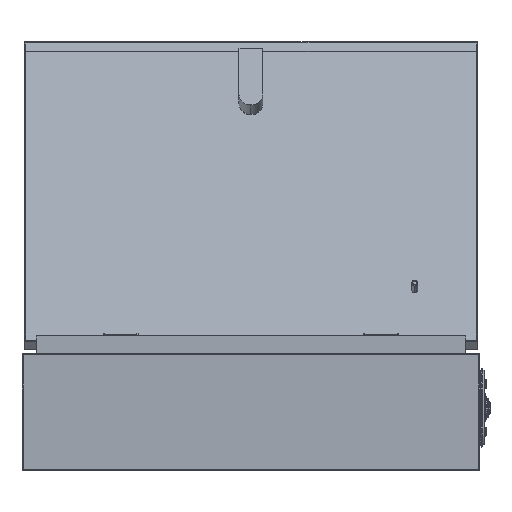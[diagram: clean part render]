
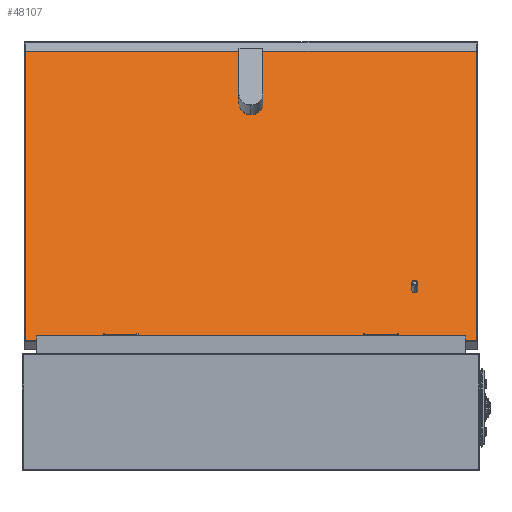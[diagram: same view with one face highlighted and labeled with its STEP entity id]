
A CAD part, left-side view. The second image highlights one B-rep face of the part: STEP entity #48107.
In plain terms, the highlighted face is planar.
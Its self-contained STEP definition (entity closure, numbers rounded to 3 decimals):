
#525 = VECTOR ( 'NONE', #48231, 1000. ) ;
#592 = CIRCLE ( 'NONE', #38754, 3. ) ;
#1166 = EDGE_CURVE ( 'NONE', #23948, #32549, #37080, .T. ) ;
#1214 = LINE ( 'NONE', #26718, #525 ) ;
#1860 = AXIS2_PLACEMENT_3D ( 'NONE', #16086, #29236, #34269 ) ;
#3250 = EDGE_CURVE ( 'NONE', #32549, #23948, #592, .T. ) ;
#4242 = DIRECTION ( 'NONE',  ( 1., 0., 0. ) ) ;
#5132 = CARTESIAN_POINT ( 'NONE',  ( -152., 0., -1. ) ) ;
#5421 = VERTEX_POINT ( 'NONE', #30266 ) ;
#6021 = VECTOR ( 'NONE', #8842, 1000. ) ;
#7357 = EDGE_LOOP ( 'NONE', ( #40854, #49918, #47466, #19553 ) ) ;
#7852 = CARTESIAN_POINT ( 'NONE',  ( 152., 216.5, -1. ) ) ;
#8048 = VERTEX_POINT ( 'NONE', #43866 ) ;
#8807 = DIRECTION ( 'NONE',  ( 0., 1., 0. ) ) ;
#8842 = DIRECTION ( 'NONE',  ( -1., 0., 0. ) ) ;
#10532 = CARTESIAN_POINT ( 'NONE',  ( 93., -157.5, -1. ) ) ;
#11069 = CARTESIAN_POINT ( 'NONE',  ( -98., 0., -1. ) ) ;
#12074 = CARTESIAN_POINT ( 'NONE',  ( -86.5, 0., -1. ) ) ;
#12538 = LINE ( 'NONE', #5132, #49762 ) ;
#13964 = FACE_BOUND ( 'NONE', #50251, .T. ) ;
#16086 = CARTESIAN_POINT ( 'NONE',  ( -98., 0., -1. ) ) ;
#17503 = VERTEX_POINT ( 'NONE', #12074 ) ;
#17554 = EDGE_CURVE ( 'NONE', #49076, #24954, #36032, .T. ) ;
#17666 = DIRECTION ( 'NONE',  ( 1., 0., 0. ) ) ;
#19292 = EDGE_CURVE ( 'NONE', #45886, #17503, #37093, .T. ) ;
#19553 = ORIENTED_EDGE ( 'NONE', *, *, #27934, .F. ) ;
#19744 = DIRECTION ( 'NONE',  ( 0., 0., -1. ) ) ;
#23220 = CARTESIAN_POINT ( 'NONE',  ( -109.5, 0., -1. ) ) ;
#23948 = VERTEX_POINT ( 'NONE', #28967 ) ;
#24704 = DIRECTION ( 'NONE',  ( 1., 0., 0. ) ) ;
#24889 = DIRECTION ( 'NONE',  ( 0., -1., 0. ) ) ;
#24954 = VERTEX_POINT ( 'NONE', #7852 ) ;
#25504 = CIRCLE ( 'NONE', #1860, 11.5 ) ;
#25512 = FACE_OUTER_BOUND ( 'NONE', #7357, .T. ) ;
#26281 = DIRECTION ( 'NONE',  ( 1., 0., 0. ) ) ;
#26718 = CARTESIAN_POINT ( 'NONE',  ( 0., -216.5, -1. ) ) ;
#27934 = EDGE_CURVE ( 'NONE', #5421, #49076, #1214, .T. ) ;
#28769 = CARTESIAN_POINT ( 'NONE',  ( 152., -216.5, -1. ) ) ;
#28967 = CARTESIAN_POINT ( 'NONE',  ( 90., -157.5, -1. ) ) ;
#29236 = DIRECTION ( 'NONE',  ( 0., 0., 1. ) ) ;
#29440 = LINE ( 'NONE', #46792, #6021 ) ;
#29645 = DIRECTION ( 'NONE',  ( 0., 0., 1. ) ) ;
#30266 = CARTESIAN_POINT ( 'NONE',  ( -152., -216.5, -1. ) ) ;
#31153 = EDGE_LOOP ( 'NONE', ( #44904, #36602 ) ) ;
#31464 = ORIENTED_EDGE ( 'NONE', *, *, #3250, .F. ) ;
#31955 = AXIS2_PLACEMENT_3D ( 'NONE', #38787, #29645, #24704 ) ;
#32070 = EDGE_CURVE ( 'NONE', #17503, #45886, #25504, .T. ) ;
#32549 = VERTEX_POINT ( 'NONE', #34309 ) ;
#34269 = DIRECTION ( 'NONE',  ( 1., 0., 0. ) ) ;
#34309 = CARTESIAN_POINT ( 'NONE',  ( 96., -157.5, -1. ) ) ;
#36028 = VECTOR ( 'NONE', #8807, 1000. ) ;
#36032 = LINE ( 'NONE', #45946, #36028 ) ;
#36364 = CARTESIAN_POINT ( 'NONE',  ( 93., -157.5, -1. ) ) ;
#36602 = ORIENTED_EDGE ( 'NONE', *, *, #19292, .T. ) ;
#37080 = CIRCLE ( 'NONE', #44654, 3. ) ;
#37093 = CIRCLE ( 'NONE', #38674, 11.5 ) ;
#37317 = ORIENTED_EDGE ( 'NONE', *, *, #1166, .F. ) ;
#37874 = EDGE_CURVE ( 'NONE', #24954, #8048, #29440, .T. ) ;
#37922 = PLANE ( 'NONE',  #31955 ) ;
#38303 = DIRECTION ( 'NONE',  ( 0., 0., 1. ) ) ;
#38674 = AXIS2_PLACEMENT_3D ( 'NONE', #11069, #38303, #17666 ) ;
#38754 = AXIS2_PLACEMENT_3D ( 'NONE', #10532, #19744, #26281 ) ;
#38787 = CARTESIAN_POINT ( 'NONE',  ( 0., 0., -1. ) ) ;
#40507 = DIRECTION ( 'NONE',  ( 0., 0., -1. ) ) ;
#40854 = ORIENTED_EDGE ( 'NONE', *, *, #47186, .F. ) ;
#43866 = CARTESIAN_POINT ( 'NONE',  ( -152., 216.5, -1. ) ) ;
#44654 = AXIS2_PLACEMENT_3D ( 'NONE', #36364, #40507, #4242 ) ;
#44904 = ORIENTED_EDGE ( 'NONE', *, *, #32070, .T. ) ;
#45886 = VERTEX_POINT ( 'NONE', #23220 ) ;
#45946 = CARTESIAN_POINT ( 'NONE',  ( 152., 0., -1. ) ) ;
#46792 = CARTESIAN_POINT ( 'NONE',  ( 0., 216.5, -1. ) ) ;
#47186 = EDGE_CURVE ( 'NONE', #8048, #5421, #12538, .T. ) ;
#47466 = ORIENTED_EDGE ( 'NONE', *, *, #17554, .F. ) ;
#47806 = FACE_BOUND ( 'NONE', #31153, .T. ) ;
#48107 = ADVANCED_FACE ( 'NONE', ( #47806, #25512, #13964 ), #37922, .F. ) ;
#48231 = DIRECTION ( 'NONE',  ( 1., 0., 0. ) ) ;
#49076 = VERTEX_POINT ( 'NONE', #28769 ) ;
#49762 = VECTOR ( 'NONE', #24889, 1000. ) ;
#49918 = ORIENTED_EDGE ( 'NONE', *, *, #37874, .F. ) ;
#50251 = EDGE_LOOP ( 'NONE', ( #31464, #37317 ) ) ;
